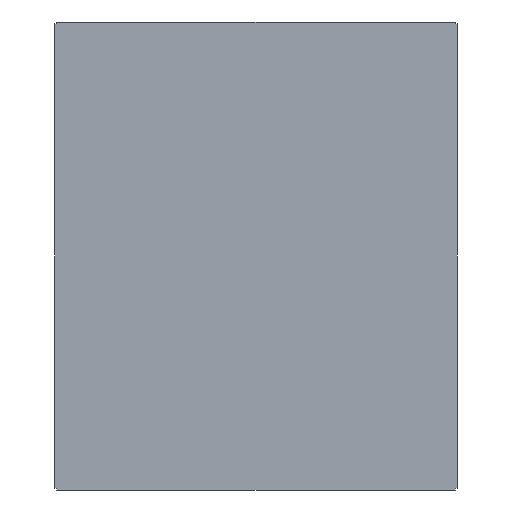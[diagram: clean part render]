
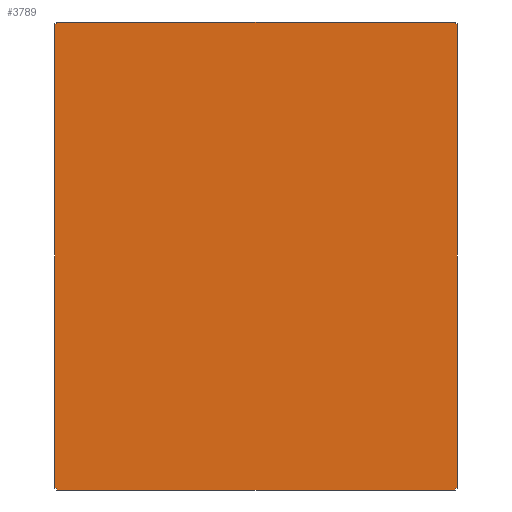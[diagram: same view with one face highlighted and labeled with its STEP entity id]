
A CAD part, front view. The second image highlights one B-rep face of the part: STEP entity #3789.
In plain terms, the highlighted planar face has unit normal (0, -1, 0).
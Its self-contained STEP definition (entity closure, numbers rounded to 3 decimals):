
#2 = ORIENTED_EDGE ( 'NONE', *, *, #1767, .F. ) ;
#18 = VERTEX_POINT ( 'NONE', #2664 ) ;
#30 = PLANE ( 'NONE',  #3059 ) ;
#58 = LINE ( 'NONE', #3708, #4237 ) ;
#74 = VECTOR ( 'NONE', #2065, 1000. ) ;
#107 = EDGE_CURVE ( 'NONE', #1729, #1373, #2487, .T. ) ;
#119 = DIRECTION ( 'NONE',  ( 0., 0., 1. ) ) ;
#129 = VECTOR ( 'NONE', #1605, 1000. ) ;
#188 = VERTEX_POINT ( 'NONE', #3784 ) ;
#287 = VECTOR ( 'NONE', #2680, 1000. ) ;
#291 = EDGE_CURVE ( 'NONE', #4140, #2843, #2248, .T. ) ;
#326 = EDGE_LOOP ( 'NONE', ( #1992, #2, #677, #3779, #3391, #3438, #1665, #3354, #2186, #734, #1872, #3472 ) ) ;
#410 = CARTESIAN_POINT ( 'NONE',  ( -212.5, 0., 244.998 ) ) ;
#440 = EDGE_CURVE ( 'NONE', #1373, #1076, #2946, .T. ) ;
#457 = EDGE_CURVE ( 'NONE', #3848, #1027, #1270, .T. ) ;
#467 = DIRECTION ( 'NONE',  ( -1., 0., 0. ) ) ;
#506 = VECTOR ( 'NONE', #4271, 1000. ) ;
#662 = VERTEX_POINT ( 'NONE', #3514 ) ;
#677 = ORIENTED_EDGE ( 'NONE', *, *, #1198, .T. ) ;
#734 = ORIENTED_EDGE ( 'NONE', *, *, #440, .F. ) ;
#855 = DIRECTION ( 'NONE',  ( 1., 0., 0. ) ) ;
#862 = CARTESIAN_POINT ( 'NONE',  ( -210.498, 0., -244.998 ) ) ;
#936 = DIRECTION ( 'NONE',  ( 1., 0., 0. ) ) ;
#1027 = VERTEX_POINT ( 'NONE', #2359 ) ;
#1061 = EDGE_CURVE ( 'NONE', #2469, #18, #3637, .T. ) ;
#1076 = VERTEX_POINT ( 'NONE', #410 ) ;
#1115 = DIRECTION ( 'NONE',  ( -1., 0., 0. ) ) ;
#1120 = VECTOR ( 'NONE', #467, 1000. ) ;
#1198 = EDGE_CURVE ( 'NONE', #188, #662, #3139, .T. ) ;
#1229 = LINE ( 'NONE', #3121, #2758 ) ;
#1270 = LINE ( 'NONE', #1292, #2448 ) ;
#1292 = CARTESIAN_POINT ( 'NONE',  ( 0., 0., 244.998 ) ) ;
#1324 = CARTESIAN_POINT ( 'NONE',  ( -212.5, 0., -244.998 ) ) ;
#1351 = LINE ( 'NONE', #2031, #287 ) ;
#1373 = VERTEX_POINT ( 'NONE', #1324 ) ;
#1432 = LINE ( 'NONE', #2756, #74 ) ;
#1605 = DIRECTION ( 'NONE',  ( -1., 0., 0. ) ) ;
#1665 = ORIENTED_EDGE ( 'NONE', *, *, #291, .F. ) ;
#1729 = VERTEX_POINT ( 'NONE', #862 ) ;
#1767 = EDGE_CURVE ( 'NONE', #188, #2469, #1229, .T. ) ;
#1809 = CARTESIAN_POINT ( 'NONE',  ( 212.5, 0., 0. ) ) ;
#1816 = EDGE_CURVE ( 'NONE', #1910, #1076, #4230, .T. ) ;
#1872 = ORIENTED_EDGE ( 'NONE', *, *, #107, .F. ) ;
#1910 = VERTEX_POINT ( 'NONE', #2429 ) ;
#1971 = CARTESIAN_POINT ( 'NONE',  ( 0., 0., 247. ) ) ;
#1992 = ORIENTED_EDGE ( 'NONE', *, *, #1061, .F. ) ;
#2031 = CARTESIAN_POINT ( 'NONE',  ( 210.498, 0., 0. ) ) ;
#2065 = DIRECTION ( 'NONE',  ( 0., 0., 1. ) ) ;
#2120 = CARTESIAN_POINT ( 'NONE',  ( 789.502, 0., -244.998 ) ) ;
#2186 = ORIENTED_EDGE ( 'NONE', *, *, #1816, .T. ) ;
#2248 = LINE ( 'NONE', #1971, #3267 ) ;
#2279 = CARTESIAN_POINT ( 'NONE',  ( 210.498, 0., 247. ) ) ;
#2354 = CARTESIAN_POINT ( 'NONE',  ( -212.5, 0., 0. ) ) ;
#2355 = EDGE_CURVE ( 'NONE', #18, #1729, #1432, .T. ) ;
#2359 = CARTESIAN_POINT ( 'NONE',  ( 212.5, 0., 244.998 ) ) ;
#2429 = CARTESIAN_POINT ( 'NONE',  ( -210.498, 0., 244.998 ) ) ;
#2448 = VECTOR ( 'NONE', #3919, 1000. ) ;
#2469 = VERTEX_POINT ( 'NONE', #2806 ) ;
#2487 = LINE ( 'NONE', #2120, #1120 ) ;
#2512 = CARTESIAN_POINT ( 'NONE',  ( 0., 0., -244.998 ) ) ;
#2664 = CARTESIAN_POINT ( 'NONE',  ( -210.498, 0., -247. ) ) ;
#2680 = DIRECTION ( 'NONE',  ( 0., 0., 1. ) ) ;
#2726 = VECTOR ( 'NONE', #1115, 1000. ) ;
#2756 = CARTESIAN_POINT ( 'NONE',  ( -210.498, 0., -245. ) ) ;
#2758 = VECTOR ( 'NONE', #3620, 1000. ) ;
#2806 = CARTESIAN_POINT ( 'NONE',  ( 210.498, 0., -247. ) ) ;
#2843 = VERTEX_POINT ( 'NONE', #2279 ) ;
#2935 = FACE_OUTER_BOUND ( 'NONE', #326, .T. ) ;
#2946 = LINE ( 'NONE', #2354, #506 ) ;
#2953 = DIRECTION ( 'NONE',  ( 1., 0., 0. ) ) ;
#3042 = EDGE_CURVE ( 'NONE', #1910, #4140, #58, .T. ) ;
#3059 = AXIS2_PLACEMENT_3D ( 'NONE', #3642, #4258, #2953 ) ;
#3085 = EDGE_CURVE ( 'NONE', #3848, #2843, #1351, .T. ) ;
#3087 = LINE ( 'NONE', #1809, #3470 ) ;
#3121 = CARTESIAN_POINT ( 'NONE',  ( 210.498, 0., 0. ) ) ;
#3139 = LINE ( 'NONE', #2512, #4186 ) ;
#3267 = VECTOR ( 'NONE', #936, 1000. ) ;
#3327 = CARTESIAN_POINT ( 'NONE',  ( 210.498, 0., 244.998 ) ) ;
#3354 = ORIENTED_EDGE ( 'NONE', *, *, #3042, .F. ) ;
#3391 = ORIENTED_EDGE ( 'NONE', *, *, #457, .F. ) ;
#3404 = DIRECTION ( 'NONE',  ( 0., 0., 1. ) ) ;
#3438 = ORIENTED_EDGE ( 'NONE', *, *, #3085, .T. ) ;
#3470 = VECTOR ( 'NONE', #119, 1000. ) ;
#3472 = ORIENTED_EDGE ( 'NONE', *, *, #2355, .F. ) ;
#3514 = CARTESIAN_POINT ( 'NONE',  ( 212.5, 0., -244.998 ) ) ;
#3550 = CARTESIAN_POINT ( 'NONE',  ( 0., 0., 244.998 ) ) ;
#3582 = EDGE_CURVE ( 'NONE', #662, #1027, #3087, .T. ) ;
#3620 = DIRECTION ( 'NONE',  ( 0., 0., -1. ) ) ;
#3637 = LINE ( 'NONE', #3767, #2726 ) ;
#3642 = CARTESIAN_POINT ( 'NONE',  ( 0., 0., 0. ) ) ;
#3708 = CARTESIAN_POINT ( 'NONE',  ( -210.498, 0., 0. ) ) ;
#3767 = CARTESIAN_POINT ( 'NONE',  ( 0., 0., -247. ) ) ;
#3779 = ORIENTED_EDGE ( 'NONE', *, *, #3582, .T. ) ;
#3784 = CARTESIAN_POINT ( 'NONE',  ( 210.498, 0., -244.998 ) ) ;
#3789 = ADVANCED_FACE ( 'NONE', ( #2935 ), #30, .F. ) ;
#3829 = CARTESIAN_POINT ( 'NONE',  ( -210.498, 0., 247. ) ) ;
#3848 = VERTEX_POINT ( 'NONE', #3327 ) ;
#3919 = DIRECTION ( 'NONE',  ( 1., 0., 0. ) ) ;
#4140 = VERTEX_POINT ( 'NONE', #3829 ) ;
#4186 = VECTOR ( 'NONE', #855, 1000. ) ;
#4230 = LINE ( 'NONE', #3550, #129 ) ;
#4237 = VECTOR ( 'NONE', #3404, 1000. ) ;
#4258 = DIRECTION ( 'NONE',  ( 0., 1., 0. ) ) ;
#4271 = DIRECTION ( 'NONE',  ( 0., 0., 1. ) ) ;
